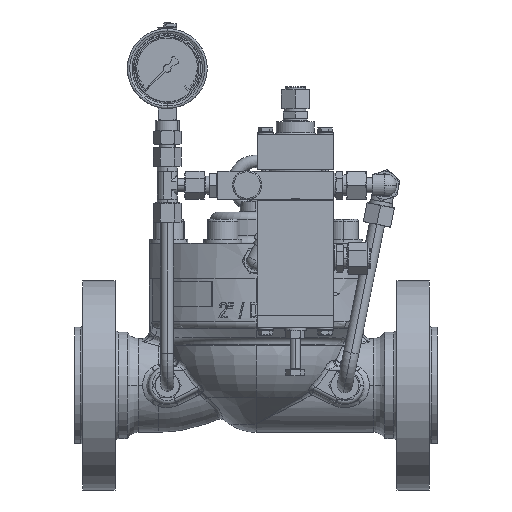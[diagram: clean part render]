
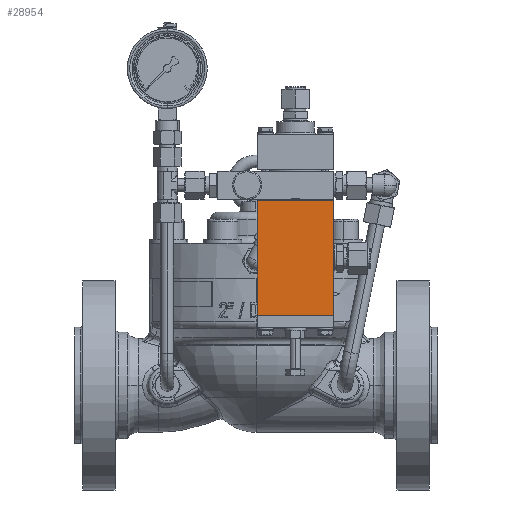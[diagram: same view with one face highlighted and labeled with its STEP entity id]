
A CAD part, top view. The second image highlights one B-rep face of the part: STEP entity #28954.
In plain terms, the highlighted planar face has unit normal (0, 0, 1).
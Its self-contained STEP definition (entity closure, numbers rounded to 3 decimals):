
#3342 = VERTEX_POINT ( 'NONE', #30102 ) ;
#5195 = ORIENTED_EDGE ( 'NONE', *, *, #42165, .T. ) ;
#5993 = CARTESIAN_POINT ( 'NONE',  ( 61., 145.384, 244.018 ) ) ;
#11358 = VERTEX_POINT ( 'NONE', #26641 ) ;
#11630 = CARTESIAN_POINT ( 'NONE',  ( 1., 145.384, 244.018 ) ) ;
#13105 = LINE ( 'NONE', #49177, #51637 ) ;
#16036 = LINE ( 'NONE', #29985, #54640 ) ;
#16948 = VERTEX_POINT ( 'NONE', #5993 ) ;
#18410 = VECTOR ( 'NONE', #38305, 1000. ) ;
#22784 = DIRECTION ( 'NONE',  ( 1., 0., 0. ) ) ;
#23881 = PLANE ( 'NONE',  #43089 ) ;
#26641 = CARTESIAN_POINT ( 'NONE',  ( 1., 54.884, 244.018 ) ) ;
#27635 = DIRECTION ( 'NONE',  ( 0., 1., 0. ) ) ;
#28489 = ORIENTED_EDGE ( 'NONE', *, *, #76286, .T. ) ;
#28954 = ADVANCED_FACE ( 'Defeature ausgef�hrt3_1', ( #34297 ), #23881, .T. ) ;
#29985 = CARTESIAN_POINT ( 'NONE',  ( 61., 54.884, 244.018 ) ) ;
#30102 = CARTESIAN_POINT ( 'NONE',  ( 61., 54.884, 244.018 ) ) ;
#34297 = FACE_OUTER_BOUND ( 'NONE', #92983, .T. ) ;
#38155 = DIRECTION ( 'NONE',  ( 0., 0., 1. ) ) ;
#38305 = DIRECTION ( 'NONE',  ( -1., 0., 0. ) ) ;
#42165 = EDGE_CURVE ( 'Defeature ausgef�hrt3_1+Defeature ausgef�hrt3_0+Defeature ausgef�hrt3_4+Defeature ausgef�hrt3_5', #3342, #16948, #16036, .T. ) ;
#43089 = AXIS2_PLACEMENT_3D ( 'NONE', #60045, #38155, #74595 ) ;
#44510 = EDGE_CURVE ( 'Defeature ausgef�hrt3_2+Defeature ausgef�hrt3_1+Defeature ausgef�hrt3_4+Defeature ausgef�hrt3_5', #11358, #71852, #13105, .T. ) ;
#49177 = CARTESIAN_POINT ( 'NONE',  ( 1., 54.884, 244.018 ) ) ;
#51637 = VECTOR ( 'NONE', #27635, 1000. ) ;
#51680 = CARTESIAN_POINT ( 'NONE',  ( 1., 54.884, 244.018 ) ) ;
#54640 = VECTOR ( 'NONE', #58804, 1000. ) ;
#58804 = DIRECTION ( 'NONE',  ( 0., 1., 0. ) ) ;
#59084 = ORIENTED_EDGE ( 'NONE', *, *, #44510, .F. ) ;
#60045 = CARTESIAN_POINT ( 'NONE',  ( 1., 54.884, 244.018 ) ) ;
#65671 = VECTOR ( 'NONE', #22784, 1000. ) ;
#71852 = VERTEX_POINT ( 'NONE', #11630 ) ;
#72089 = ORIENTED_EDGE ( 'NONE', *, *, #92343, .T. ) ;
#74595 = DIRECTION ( 'NONE',  ( 0., -1., 0. ) ) ;
#76286 = EDGE_CURVE ( 'Defeature ausgef�hrt3_1+Defeature ausgef�hrt3_5+Defeature ausgef�hrt3_0+Defeature ausgef�hrt3_2', #16948, #71852, #93303, .T. ) ;
#81727 = CARTESIAN_POINT ( 'NONE',  ( 1., 145.384, 244.018 ) ) ;
#84962 = LINE ( 'NONE', #51680, #65671 ) ;
#92343 = EDGE_CURVE ( 'Defeature ausgef�hrt3_1+Defeature ausgef�hrt3_4+Defeature ausgef�hrt3_2+Defeature ausgef�hrt3_0', #11358, #3342, #84962, .T. ) ;
#92983 = EDGE_LOOP ( 'NONE', ( #5195, #28489, #59084, #72089 ) ) ;
#93303 = LINE ( 'NONE', #81727, #18410 ) ;
